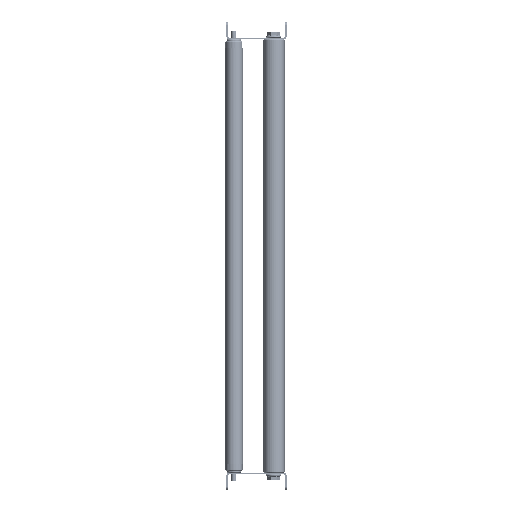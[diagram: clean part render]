
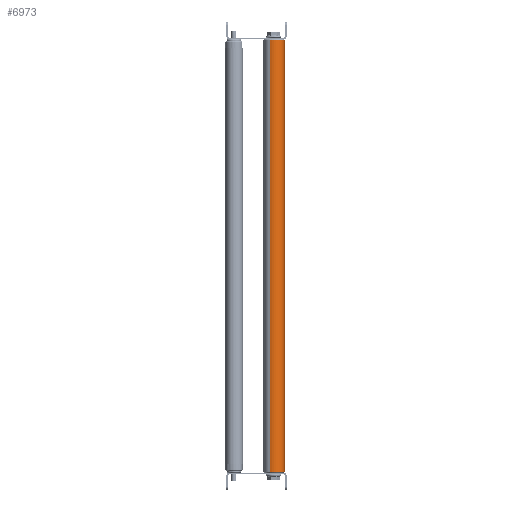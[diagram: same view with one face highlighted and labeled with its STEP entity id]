
A CAD part, left-side view. The second image highlights one B-rep face of the part: STEP entity #6973.
In plain terms, the highlighted cylindrical face has radius 12.5 mm (diameter 25 mm), a partial arc.
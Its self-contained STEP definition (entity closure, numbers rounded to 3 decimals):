
#98 = CARTESIAN_POINT ( 'NONE',  ( 1., 0., -12.5 ) ) ;
#2510 = ORIENTED_EDGE ( 'NONE', *, *, #29041, .T. ) ;
#4152 = VERTEX_POINT ( 'NONE', #30682 ) ;
#5307 = EDGE_CURVE ( 'NONE', #20604, #12801, #9903, .T. ) ;
#5837 = ORIENTED_EDGE ( 'NONE', *, *, #14704, .F. ) ;
#6973 = ADVANCED_FACE ( 'NONE', ( #9038 ), #26098, .T. ) ;
#8435 = CARTESIAN_POINT ( 'NONE',  ( 1., 0., 0. ) ) ;
#9024 = CARTESIAN_POINT ( 'NONE',  ( 499., 0., 0. ) ) ;
#9028 = CARTESIAN_POINT ( 'NONE',  ( 500., 0., -12.5 ) ) ;
#9038 = FACE_OUTER_BOUND ( 'NONE', #25804, .T. ) ;
#9903 = LINE ( 'NONE', #9028, #22806 ) ;
#11491 = CARTESIAN_POINT ( 'NONE',  ( 500., 0., 0. ) ) ;
#11641 = DIRECTION ( 'NONE',  ( -1., 0., 0. ) ) ;
#12801 = VERTEX_POINT ( 'NONE', #98 ) ;
#13438 = EDGE_CURVE ( 'NONE', #27253, #20604, #21999, .T. ) ;
#13764 = ORIENTED_EDGE ( 'NONE', *, *, #5307, .T. ) ;
#13798 = DIRECTION ( 'NONE',  ( -1., 0., 0. ) ) ;
#13934 = CARTESIAN_POINT ( 'NONE',  ( 499., 0., -12.5 ) ) ;
#14072 = CIRCLE ( 'NONE', #15128, 12.5 ) ;
#14704 = EDGE_CURVE ( 'NONE', #27253, #4152, #16745, .T. ) ;
#15128 = AXIS2_PLACEMENT_3D ( 'NONE', #8435, #18436, #28574 ) ;
#15741 = AXIS2_PLACEMENT_3D ( 'NONE', #9024, #13798, #24410 ) ;
#16554 = CARTESIAN_POINT ( 'NONE',  ( 499., 0., 12.5 ) ) ;
#16745 = LINE ( 'NONE', #29332, #21572 ) ;
#18184 = ORIENTED_EDGE ( 'NONE', *, *, #13438, .T. ) ;
#18436 = DIRECTION ( 'NONE',  ( 1., 0., 0. ) ) ;
#19527 = DIRECTION ( 'NONE',  ( -1., 0., 0. ) ) ;
#20604 = VERTEX_POINT ( 'NONE', #13934 ) ;
#21485 = DIRECTION ( 'NONE',  ( -1., 0., 0. ) ) ;
#21572 = VECTOR ( 'NONE', #19527, 1000. ) ;
#21999 = CIRCLE ( 'NONE', #15741, 12.5 ) ;
#22806 = VECTOR ( 'NONE', #11641, 1000. ) ;
#24410 = DIRECTION ( 'NONE',  ( 0., 0., -1. ) ) ;
#25804 = EDGE_LOOP ( 'NONE', ( #18184, #13764, #2510, #5837 ) ) ;
#26098 = CYLINDRICAL_SURFACE ( 'NONE', #31063, 12.5 ) ;
#27253 = VERTEX_POINT ( 'NONE', #16554 ) ;
#28574 = DIRECTION ( 'NONE',  ( 0., 0., -1. ) ) ;
#29041 = EDGE_CURVE ( 'NONE', #12801, #4152, #14072, .T. ) ;
#29332 = CARTESIAN_POINT ( 'NONE',  ( 500., 0., 12.5 ) ) ;
#30682 = CARTESIAN_POINT ( 'NONE',  ( 1., 0., 12.5 ) ) ;
#31063 = AXIS2_PLACEMENT_3D ( 'NONE', #11491, #21485, #31445 ) ;
#31445 = DIRECTION ( 'NONE',  ( 0., 0., 1. ) ) ;
